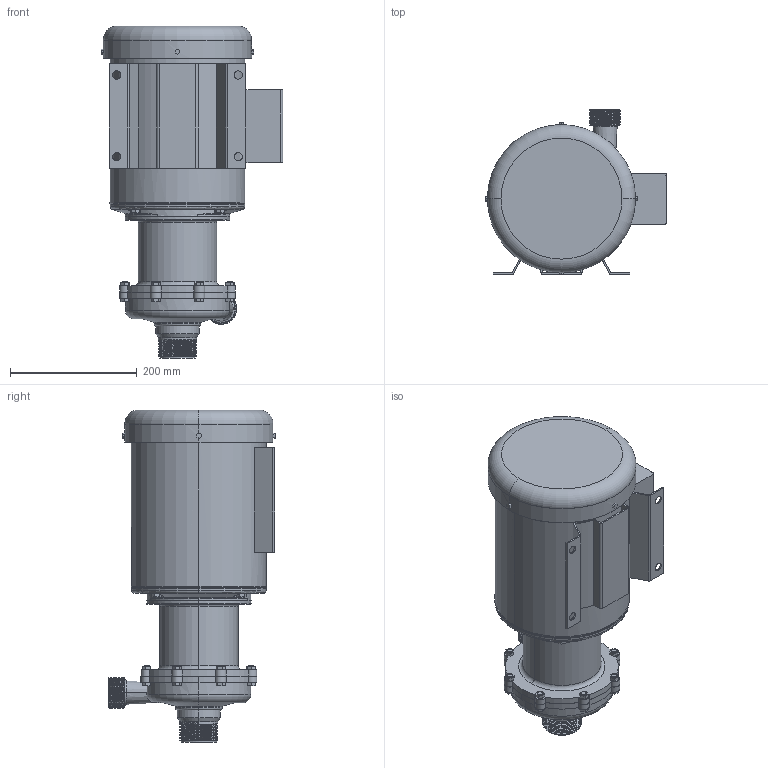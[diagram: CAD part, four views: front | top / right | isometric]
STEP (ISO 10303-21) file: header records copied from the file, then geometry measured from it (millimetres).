
FILE_DESCRIPTION (( 'STEP AP214' ), '1' );
FILE_NAME ('BOMBA MARCH ENVASADO.STEP', '2022-11-08T21:18:47', ( '' ), ( '' ), 'SwSTEP 2.0', 'SolidWorks 2018', '' );
FILE_SCHEMA (( 'AUTOMOTIVE_DESIGN' ));
Length unit declared in the file: millimetre
Products named in the file (2): BOMBA MARCH ENVASADO
Bounding box: 286.26 x 262.21 x 524.15 mm (x, y, z)
Volume: 14143151.7 mm3; surface area: 563406.1 mm2
Topology: 5 solids, 7 shells, 493 faces, 1280 edges, 836 vertices
Faces by surface type: plane 240, cylinder 192, cone 31, torus 21, bspline 9
Entity records: 23487 total; most frequent: CARTESIAN_POINT 10210, ORIENTED_EDGE 2556, DIRECTION 2450, EDGE_CURVE 1278, AXIS2_PLACEMENT_3D 863, VERTEX_POINT 832, VECTOR 724, LINE 724
